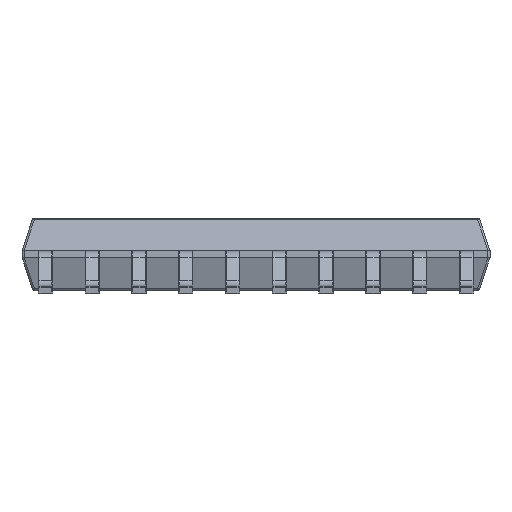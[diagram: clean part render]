
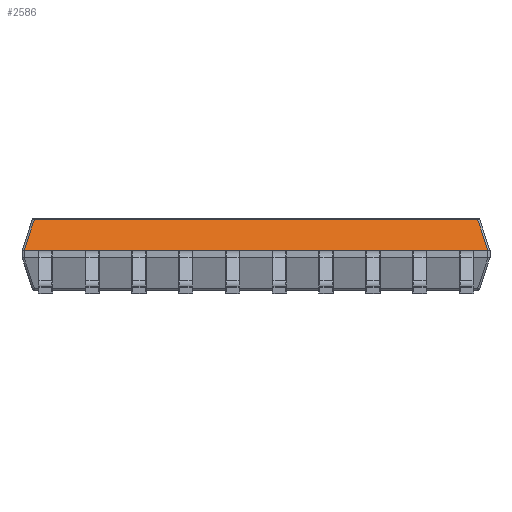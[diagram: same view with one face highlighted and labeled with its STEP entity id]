
A CAD part, front view. The second image highlights one B-rep face of the part: STEP entity #2586.
In plain terms, the highlighted planar face has unit normal (0, -0.949, 0.316).
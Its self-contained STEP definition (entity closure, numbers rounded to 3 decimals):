
#2276 = VERTEX_POINT('',#2277);
#2277 = CARTESIAN_POINT('',(3.217,-2.198,
    0.599));
#2283 = EDGE_CURVE('',#2276,#2284,#2286,.T.);
#2284 = VERTEX_POINT('',#2285);
#2285 = CARTESIAN_POINT('',(-3.217,-2.198,
    0.599));
#2286 = LINE('',#2287,#2288);
#2287 = CARTESIAN_POINT('',(-3.247,-2.198,
    0.599));
#2288 = VECTOR('',#2289,1.);
#2289 = DIRECTION('',(-1.,0.,0.));
#2586 = ADVANCED_FACE('',(#2587),#2630,.T.);
#2587 = FACE_BOUND('',#2588,.T.);
#2588 = EDGE_LOOP('',(#2589,#2590,#2599,#2607,#2615,#2623));
#2589 = ORIENTED_EDGE('',*,*,#2283,.F.);
#2590 = ORIENTED_EDGE('',*,*,#2591,.T.);
#2591 = EDGE_CURVE('',#2276,#2592,#2594,.T.);
#2592 = VERTEX_POINT('',#2593);
#2593 = CARTESIAN_POINT('',(3.219,-2.198,
    0.599));
#2594 = ( BOUNDED_CURVE() B_SPLINE_CURVE(3,(#2595,#2596,#2597,#2598),
.UNSPECIFIED.,.F.,.F.) B_SPLINE_CURVE_WITH_KNOTS((4,4),(
    0.,0.05),.PIECEWISE_BEZIER_KNOTS.) 
CURVE() GEOMETRIC_REPRESENTATION_ITEM() RATIONAL_B_SPLINE_CURVE((1.,
1.,1.,1.)) REPRESENTATION_ITEM('') );
#2595 = CARTESIAN_POINT('',(3.217,-2.198,
    0.599));
#2596 = CARTESIAN_POINT('',(3.218,-2.198,
    0.599));
#2597 = CARTESIAN_POINT('',(3.218,-2.198,0.599
    ));
#2598 = CARTESIAN_POINT('',(3.219,-2.198,
    0.599));
#2599 = ORIENTED_EDGE('',*,*,#2600,.T.);
#2600 = EDGE_CURVE('',#2592,#2601,#2603,.T.);
#2601 = VERTEX_POINT('',#2602);
#2602 = CARTESIAN_POINT('',(3.076,-2.055,
    1.028));
#2603 = LINE('',#2604,#2605);
#2604 = CARTESIAN_POINT('',(2.79,-1.769,
    1.885));
#2605 = VECTOR('',#2606,1.);
#2606 = DIRECTION('',(-0.302,0.302,0.905));
#2607 = ORIENTED_EDGE('',*,*,#2608,.T.);
#2608 = EDGE_CURVE('',#2601,#2609,#2611,.T.);
#2609 = VERTEX_POINT('',#2610);
#2610 = CARTESIAN_POINT('',(-3.076,-2.055,
    1.028));
#2611 = LINE('',#2612,#2613);
#2612 = CARTESIAN_POINT('',(0.,-2.055,
    1.028));
#2613 = VECTOR('',#2614,1.);
#2614 = DIRECTION('',(-1.,0.,0.));
#2615 = ORIENTED_EDGE('',*,*,#2616,.T.);
#2616 = EDGE_CURVE('',#2609,#2617,#2619,.T.);
#2617 = VERTEX_POINT('',#2618);
#2618 = CARTESIAN_POINT('',(-3.219,-2.198,
    0.599));
#2619 = LINE('',#2620,#2621);
#2620 = CARTESIAN_POINT('',(-2.79,-1.769,
    1.885));
#2621 = VECTOR('',#2622,1.);
#2622 = DIRECTION('',(-0.302,-0.302,-0.905));
#2623 = ORIENTED_EDGE('',*,*,#2624,.T.);
#2624 = EDGE_CURVE('',#2617,#2284,#2625,.T.);
#2625 = ( BOUNDED_CURVE() B_SPLINE_CURVE(3,(#2626,#2627,#2628,#2629),
.UNSPECIFIED.,.F.,.F.) B_SPLINE_CURVE_WITH_KNOTS((4,4),(6.233,
6.283),.PIECEWISE_BEZIER_KNOTS.) CURVE() 
GEOMETRIC_REPRESENTATION_ITEM() RATIONAL_B_SPLINE_CURVE((1.,
1.,1.,1.)) REPRESENTATION_ITEM('') );
#2626 = CARTESIAN_POINT('',(-3.219,-2.198,
    0.599));
#2627 = CARTESIAN_POINT('',(-3.218,-2.198,
    0.599));
#2628 = CARTESIAN_POINT('',(-3.218,-2.198,
    0.599));
#2629 = CARTESIAN_POINT('',(-3.217,-2.198,
    0.599));
#2630 = PLANE('',#2631);
#2631 = AXIS2_PLACEMENT_3D('',#2632,#2633,#2634);
#2632 = CARTESIAN_POINT('',(0.,-2.048,
    1.048));
#2633 = DIRECTION('',(0.,-0.949,0.316)
  );
#2634 = DIRECTION('',(-1.,0.,0.));
